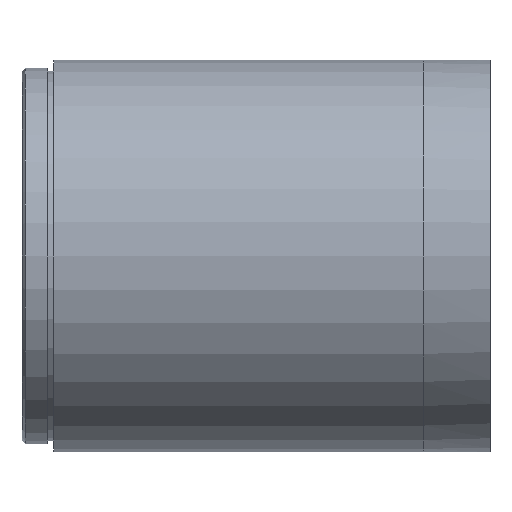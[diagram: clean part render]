
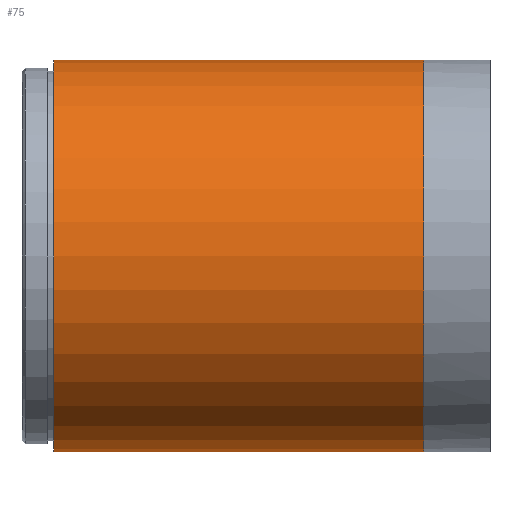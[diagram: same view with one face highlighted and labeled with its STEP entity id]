
A CAD part, front view. The second image highlights one B-rep face of the part: STEP entity #75.
In plain terms, the highlighted cylindrical face has radius 31 mm (diameter 62 mm), a partial arc.
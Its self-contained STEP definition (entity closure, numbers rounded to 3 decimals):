
#34 = LINE ( 'NONE', #460, #443 ) ;
#40 = VECTOR ( 'NONE', #884, 1000. ) ;
#72 = VERTEX_POINT ( 'NONE', #612 ) ;
#75 = ADVANCED_FACE ( 'NONE', ( #621 ), #89, .T. ) ;
#89 = CYLINDRICAL_SURFACE ( 'NONE', #502, 31. ) ;
#95 = DIRECTION ( 'NONE',  ( 0., 0., -1. ) ) ;
#100 = CARTESIAN_POINT ( 'NONE',  ( 0., 0., 0. ) ) ;
#237 = EDGE_CURVE ( 'NONE', #72, #610, #34, .T. ) ;
#238 = LINE ( 'NONE', #556, #40 ) ;
#291 = DIRECTION ( 'NONE',  ( 1., 0., 0. ) ) ;
#342 = ORIENTED_EDGE ( 'NONE', *, *, #237, .F. ) ;
#443 = VECTOR ( 'NONE', #898, 1000. ) ;
#450 = DIRECTION ( 'NONE',  ( 0., 0., -1. ) ) ;
#460 = CARTESIAN_POINT ( 'NONE',  ( 0., 0., 31. ) ) ;
#478 = CARTESIAN_POINT ( 'NONE',  ( 41.1, 0., -31. ) ) ;
#502 = AXIS2_PLACEMENT_3D ( 'NONE', #100, #737, #95 ) ;
#509 = EDGE_CURVE ( 'NONE', #72, #960, #1225, .T. ) ;
#556 = CARTESIAN_POINT ( 'NONE',  ( 0., 0., -31. ) ) ;
#610 = VERTEX_POINT ( 'NONE', #793 ) ;
#612 = CARTESIAN_POINT ( 'NONE',  ( -17.5, 0., 31. ) ) ;
#621 = FACE_OUTER_BOUND ( 'NONE', #681, .T. ) ;
#681 = EDGE_LOOP ( 'NONE', ( #342, #789, #1230, #1182 ) ) ;
#737 = DIRECTION ( 'NONE',  ( 1., 0., 0. ) ) ;
#746 = CARTESIAN_POINT ( 'NONE',  ( -17.5, 0., 0. ) ) ;
#789 = ORIENTED_EDGE ( 'NONE', *, *, #509, .T. ) ;
#793 = CARTESIAN_POINT ( 'NONE',  ( 41.1, 0., 31. ) ) ;
#799 = AXIS2_PLACEMENT_3D ( 'NONE', #1250, #291, #1285 ) ;
#846 = CIRCLE ( 'NONE', #799, 31. ) ;
#884 = DIRECTION ( 'NONE',  ( 1., 0., 0. ) ) ;
#898 = DIRECTION ( 'NONE',  ( 1., 0., 0. ) ) ;
#953 = AXIS2_PLACEMENT_3D ( 'NONE', #746, #991, #450 ) ;
#960 = VERTEX_POINT ( 'NONE', #1303 ) ;
#991 = DIRECTION ( 'NONE',  ( 1., 0., 0. ) ) ;
#1039 = EDGE_CURVE ( 'NONE', #960, #1109, #238, .T. ) ;
#1109 = VERTEX_POINT ( 'NONE', #478 ) ;
#1182 = ORIENTED_EDGE ( 'NONE', *, *, #1280, .F. ) ;
#1225 = CIRCLE ( 'NONE', #953, 31. ) ;
#1230 = ORIENTED_EDGE ( 'NONE', *, *, #1039, .T. ) ;
#1250 = CARTESIAN_POINT ( 'NONE',  ( 41.1, 0., 0. ) ) ;
#1280 = EDGE_CURVE ( 'NONE', #610, #1109, #846, .T. ) ;
#1285 = DIRECTION ( 'NONE',  ( 0., 0., -1. ) ) ;
#1303 = CARTESIAN_POINT ( 'NONE',  ( -17.5, 0., -31. ) ) ;
